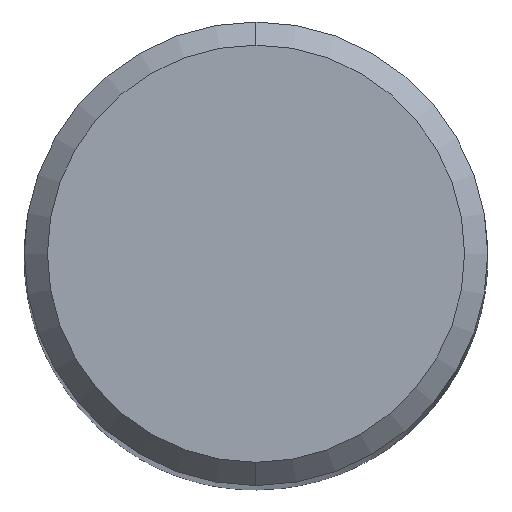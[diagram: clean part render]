
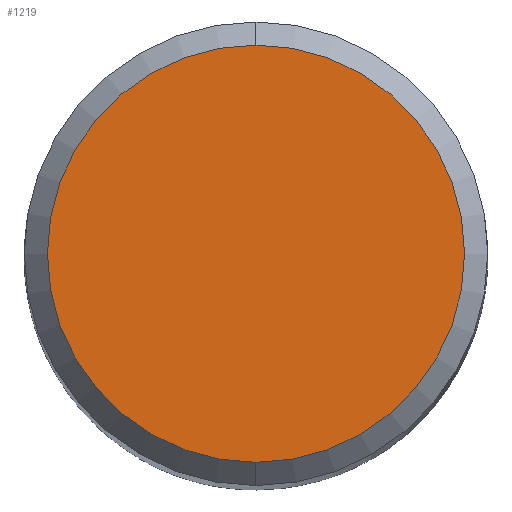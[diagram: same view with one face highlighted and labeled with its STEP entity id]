
A CAD part, top view. The second image highlights one B-rep face of the part: STEP entity #1219.
In plain terms, the highlighted planar face has unit normal (0, 0, 1).
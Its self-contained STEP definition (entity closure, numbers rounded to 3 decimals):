
#739=VERTEX_POINT('',#1658);
#747=EDGE_CURVE('',#739,#1049,#1667,.T.);
#1009=EDGE_CURVE('',#1049,#739,#1951,.T.);
#1049=VERTEX_POINT('',#1994);
#1219=ADVANCED_FACE('',(#2181),#2182,.T.);
#1658=CARTESIAN_POINT('',(0.0,5.4,0.0));
#1667=CIRCLE('',#3256,5.4);
#1951=CIRCLE('',#3959,5.4);
#1994=CARTESIAN_POINT('',(0.,-5.4,0.0));
#2181=FACE_OUTER_BOUND('',#4674,.T.);
#2182=PLANE('',#4675);
#3256=AXIS2_PLACEMENT_3D('',#5389,#5390,#5391);
#3959=AXIS2_PLACEMENT_3D('',#5640,#5641,#5642);
#4674=EDGE_LOOP('',(#5837,#5838));
#4675=AXIS2_PLACEMENT_3D('',#5839,#5840,#5841);
#5389=CARTESIAN_POINT('',(0.0,0.0,0.0));
#5390=DIRECTION('',(0.0,0.0,-1.0));
#5391=DIRECTION('',(0.0,1.0,0.0));
#5640=CARTESIAN_POINT('',(0.0,0.0,0.0));
#5641=DIRECTION('',(0.0,0.0,-1.0));
#5642=DIRECTION('',(0.0,1.0,0.0));
#5837=ORIENTED_EDGE('',*,*,#747,.F.);
#5838=ORIENTED_EDGE('',*,*,#1009,.F.);
#5839=CARTESIAN_POINT('',(0.0,2.7,0.0));
#5840=DIRECTION('',(-0.0,0.0,1.0));
#5841=DIRECTION('',(0.0,-1.0,0.0));
